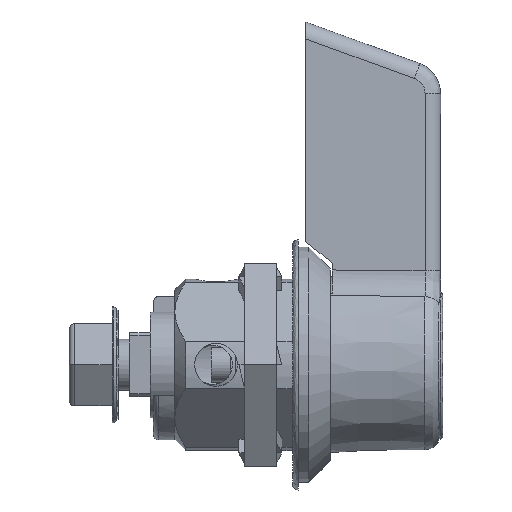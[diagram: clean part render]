
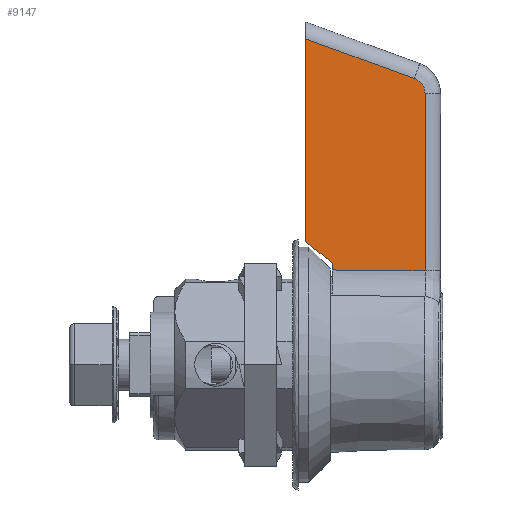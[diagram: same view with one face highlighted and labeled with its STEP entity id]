
A CAD part, left-side view. The second image highlights one B-rep face of the part: STEP entity #9147.
In plain terms, the highlighted planar face has unit normal (-0.999, -0.04, 0).
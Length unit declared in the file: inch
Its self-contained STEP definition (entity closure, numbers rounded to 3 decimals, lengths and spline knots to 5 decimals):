
#768 = CARTESIAN_POINT ( 'NONE',  ( -0.15357, 0.39764, 0.37402 ) ) ;
#817 = ORIENTED_EDGE ( 'NONE', *, *, #10930, .T. ) ;
#1013 = CARTESIAN_POINT ( 'NONE',  ( -0.15748, 0.49606, 0. ) ) ;
#1293 = CARTESIAN_POINT ( 'NONE',  ( -0.14115, 0.0846, 1.04712 ) ) ;
#1399 = CARTESIAN_POINT ( 'NONE',  ( -0.14005, 0.05671, 0.99659 ) ) ;
#1537 = CARTESIAN_POINT ( 'NONE',  ( -0.14005, 0.05671, 0.77941 ) ) ;
#1781 = ORIENTED_EDGE ( 'NONE', *, *, #19978, .T. ) ;
#3340 = CARTESIAN_POINT ( 'NONE',  ( -0.14023, 0.06129, 1.02015 ) ) ;
#3847 = CARTESIAN_POINT ( 'NONE',  ( -0.15357, 0.39764, 0.35709 ) ) ;
#4006 = EDGE_LOOP ( 'NONE', ( #1781, #817, #11690, #5113, #4028, #28793, #12360 ) ) ;
#4028 = ORIENTED_EDGE ( 'NONE', *, *, #18946, .F. ) ;
#4235 = CARTESIAN_POINT ( 'NONE',  ( -0.14456, 0.17035, 0.34625 ) ) ;
#4415 = DIRECTION ( 'NONE',  ( 0.04, -0.999, 0. ) ) ;
#5113 = ORIENTED_EDGE ( 'NONE', *, *, #9722, .T. ) ;
#5372 = CARTESIAN_POINT ( 'NONE',  ( -0.14005, 0.05671, 0.99659 ) ) ;
#5490 = CARTESIAN_POINT ( 'NONE',  ( -0.14004, 0.05671, 0.34505 ) ) ;
#5529 = CARTESIAN_POINT ( 'NONE',  ( -0.14005, 0.05671, 1.00265 ) ) ;
#5948 = VERTEX_POINT ( 'NONE', #19835 ) ;
#7578 = CARTESIAN_POINT ( 'NONE',  ( -0.14005, 0.05671, 0.99659 ) ) ;
#7714 = CARTESIAN_POINT ( 'NONE',  ( -0.15748, 0.49606, 0. ) ) ;
#7790 = DIRECTION ( 'NONE',  ( 0.031, -0.78, -0.624 ) ) ;
#8305 = EDGE_CURVE ( 'NONE', #10790, #13427, #27877, .T. ) ;
#9069 = CARTESIAN_POINT ( 'NONE',  ( -0.14159, 0.09557, 1.05208 ) ) ;
#9147 = ADVANCED_FACE ( 'NONE', ( #23881 ), #19712, .T. ) ;
#9722 = EDGE_CURVE ( 'NONE', #5948, #23661, #27609, .T. ) ;
#9929 = DIRECTION ( 'NONE',  ( 0., 0., -1. ) ) ;
#10033 = CARTESIAN_POINT ( 'NONE',  ( -0.15748, 0.49606, 1.19785 ) ) ;
#10773 = VERTEX_POINT ( 'NONE', #15389 ) ;
#10790 = VERTEX_POINT ( 'NONE', #24340 ) ;
#10930 = EDGE_CURVE ( 'NONE', #24163, #24571, #27383, .T. ) ;
#11690 = ORIENTED_EDGE ( 'NONE', *, *, #14057, .T. ) ;
#12360 = ORIENTED_EDGE ( 'NONE', *, *, #8305, .T. ) ;
#12447 = CARTESIAN_POINT ( 'NONE',  ( -0.15748, 0.49606, 0.45276 ) ) ;
#12730 = CARTESIAN_POINT ( 'NONE',  ( -0.15357, 0.39764, 0.37402 ) ) ;
#13427 = VERTEX_POINT ( 'NONE', #7578 ) ;
#14057 = EDGE_CURVE ( 'NONE', #24571, #5948, #21033, .T. ) ;
#14391 = CARTESIAN_POINT ( 'NONE',  ( -0.14077, 0.07502, 1.03974 ) ) ;
#14687 = CARTESIAN_POINT ( 'NONE',  ( -0.14159, 0.09557, 1.05208 ) ) ;
#14760 = CARTESIAN_POINT ( 'NONE',  ( -0.15357, 0.39764, 0.36555 ) ) ;
#15389 = CARTESIAN_POINT ( 'NONE',  ( -0.15357, 0.39764, 0.34863 ) ) ;
#15457 = CARTESIAN_POINT ( 'NONE',  ( -0.14004, 0.05671, 0.34505 ) ) ;
#16038 = VECTOR ( 'NONE', #7790, 39.37008 ) ;
#16615 = CARTESIAN_POINT ( 'NONE',  ( -0.14061, 0.07084, 1.03539 ) ) ;
#16765 = CARTESIAN_POINT ( 'NONE',  ( -0.14033, 0.06395, 1.02554 ) ) ;
#17279 = CARTESIAN_POINT ( 'NONE',  ( -0.15357, 0.39764, 0.34863 ) ) ;
#17426 = CARTESIAN_POINT ( 'NONE',  ( -0.14689, 0.22907, 1.10067 ) ) ;
#17851 = B_SPLINE_CURVE_WITH_KNOTS ( 'NONE', 3,
 ( #5372, #5529, #21311, #3340, #16765, #16615, #14391, #1293, #25676, #14687 ),
 .UNSPECIFIED., .F., .F.,
 ( 4, 2, 2, 2, 4 ),
 ( 0., 0.25, 0.5, 0.75, 1. ),
 .UNSPECIFIED. ) ;
#18946 = EDGE_CURVE ( 'NONE', #10773, #23661, #21778, .T. ) ;
#19712 = PLANE ( 'NONE',  #25972 ) ;
#19835 = CARTESIAN_POINT ( 'NONE',  ( -0.15748, 0.49606, 0.45276 ) ) ;
#19836 = CARTESIAN_POINT ( 'NONE',  ( -0.15357, 0.39764, 0.34863 ) ) ;
#19978 = EDGE_CURVE ( 'NONE', #13427, #24163, #17851, .T. ) ;
#20420 = CARTESIAN_POINT ( 'NONE',  ( -0.14159, 0.09557, 1.05208 ) ) ;
#20661 = EDGE_CURVE ( 'NONE', #10773, #10790, #25268, .T. ) ;
#21033 = LINE ( 'NONE', #1013, #24883 ) ;
#21311 = CARTESIAN_POINT ( 'NONE',  ( -0.14008, 0.05763, 1.00858 ) ) ;
#21778 = B_SPLINE_CURVE_WITH_KNOTS ( 'NONE', 3,
 ( #17279, #3847, #14760, #12730 ),
 .UNSPECIFIED., .F., .F.,
 ( 4, 4 ),
 ( 0., 1. ),
 .UNSPECIFIED. ) ;
#22058 = CARTESIAN_POINT ( 'NONE',  ( -0.14906, 0.284, 0.34744 ) ) ;
#22395 = DIRECTION ( 'NONE',  ( -0.999, -0.04, 0. ) ) ;
#23633 = CARTESIAN_POINT ( 'NONE',  ( -0.14005, 0.05671, 0.56223 ) ) ;
#23661 = VERTEX_POINT ( 'NONE', #768 ) ;
#23881 = FACE_OUTER_BOUND ( 'NONE', #4006, .T. ) ;
#24163 = VERTEX_POINT ( 'NONE', #20420 ) ;
#24303 = CARTESIAN_POINT ( 'NONE',  ( -0.15748, 0.49606, 1.19785 ) ) ;
#24340 = CARTESIAN_POINT ( 'NONE',  ( -0.14004, 0.05671, 0.34505 ) ) ;
#24571 = VERTEX_POINT ( 'NONE', #10033 ) ;
#24718 = CARTESIAN_POINT ( 'NONE',  ( -0.15218, 0.36257, 1.14926 ) ) ;
#24883 = VECTOR ( 'NONE', #9929, 39.37008 ) ;
#25268 = B_SPLINE_CURVE_WITH_KNOTS ( 'NONE', 3,
 ( #19836, #22058, #4235, #15457 ),
 .UNSPECIFIED., .F., .F.,
 ( 4, 4 ),
 ( 0., 1. ),
 .UNSPECIFIED. ) ;
#25676 = CARTESIAN_POINT ( 'NONE',  ( -0.14136, 0.08986, 1.05 ) ) ;
#25972 = AXIS2_PLACEMENT_3D ( 'NONE', #7714, #22395, #4415 ) ;
#27383 = B_SPLINE_CURVE_WITH_KNOTS ( 'NONE', 3,
 ( #9069, #17426, #24718, #24303 ),
 .UNSPECIFIED., .F., .F.,
 ( 4, 4 ),
 ( 0., 1. ),
 .UNSPECIFIED. ) ;
#27609 = LINE ( 'NONE', #12447, #16038 ) ;
#27877 = B_SPLINE_CURVE_WITH_KNOTS ( 'NONE', 3,
 ( #5490, #23633, #1537, #1399 ),
 .UNSPECIFIED., .F., .F.,
 ( 4, 4 ),
 ( 0., 1. ),
 .UNSPECIFIED. ) ;
#28793 = ORIENTED_EDGE ( 'NONE', *, *, #20661, .T. ) ;
